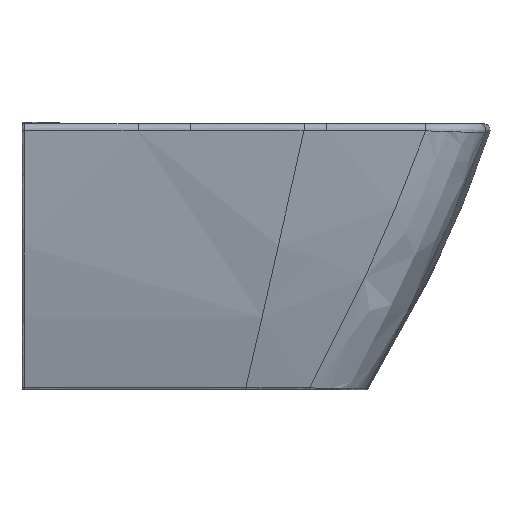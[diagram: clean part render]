
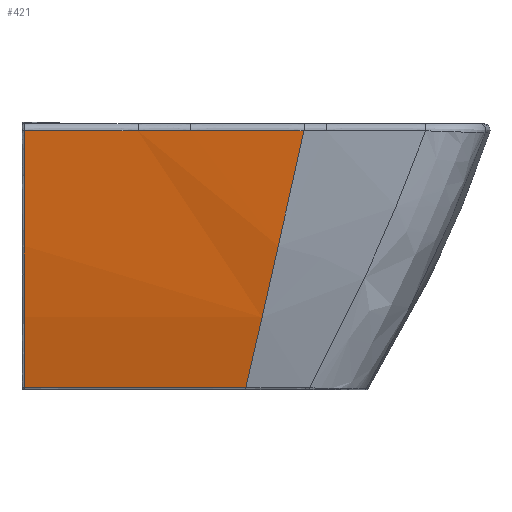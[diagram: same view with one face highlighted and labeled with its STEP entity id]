
A CAD part, left-side view. The second image highlights one B-rep face of the part: STEP entity #421.
In plain terms, the highlighted free-form (B-spline) face has degree [3, 3] with [6, 6] control points.
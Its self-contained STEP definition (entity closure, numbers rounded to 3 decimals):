
#152=B_SPLINE_SURFACE_WITH_KNOTS('',3,3,((#8501,#8502,#8503,#8504,#8505,
#8506),(#8507,#8508,#8509,#8510,#8511,#8512),(#8513,#8514,#8515,#8516,#8517,
#8518),(#8519,#8520,#8521,#8522,#8523,#8524),(#8525,#8526,#8527,#8528,#8529,
#8530),(#8531,#8532,#8533,#8534,#8535,#8536)),.UNSPECIFIED.,.F.,.F.,.F.,
(4,1,1,4),(4,1,1,4),(0.,0.348,0.674,1.),(0.,0.167,
0.833,1.),.UNSPECIFIED.);
#299=B_SPLINE_CURVE_WITH_KNOTS('',3,(#8460,#8461,#8462,#8463,#8464,#8465,
#8466,#8467,#8468,#8469),.UNSPECIFIED.,.F.,.F.,(4,2,2,2,4),(0.,0.5,0.625,
0.75,1.),.UNSPECIFIED.);
#300=B_SPLINE_CURVE_WITH_KNOTS('',3,(#8472,#8473,#8474,#8475),
 .UNSPECIFIED.,.F.,.F.,(4,4),(0.,1.),.UNSPECIFIED.);
#301=B_SPLINE_CURVE_WITH_KNOTS('',3,(#8477,#8478,#8479,#8480),
 .UNSPECIFIED.,.F.,.F.,(4,4),(0.,1.),.UNSPECIFIED.);
#302=B_SPLINE_CURVE_WITH_KNOTS('',3,(#8482,#8483,#8484,#8485,#8486),
 .UNSPECIFIED.,.F.,.F.,(4,1,4),(0.,0.49,1.),.UNSPECIFIED.);
#303=B_SPLINE_CURVE_WITH_KNOTS('',3,(#8488,#8489,#8490,#8491,#8492,#8493),
 .UNSPECIFIED.,.F.,.F.,(4,2,4),(0.,0.5,1.),.UNSPECIFIED.);
#304=B_SPLINE_CURVE_WITH_KNOTS('',3,(#8495,#8496,#8497,#8498,#8499,#8500),
 .UNSPECIFIED.,.F.,.F.,(4,2,4),(0.,0.38,1.),.UNSPECIFIED.);
#421=ADVANCED_FACE('',(#521),#152,.T.);
#521=FACE_OUTER_BOUND('',#630,.T.);
#630=EDGE_LOOP('',(#907,#908,#909,#910,#911,#912));
#907=ORIENTED_EDGE('',*,*,#1431,.T.);
#908=ORIENTED_EDGE('',*,*,#1432,.T.);
#909=ORIENTED_EDGE('',*,*,#1433,.T.);
#910=ORIENTED_EDGE('',*,*,#1434,.F.);
#911=ORIENTED_EDGE('',*,*,#1435,.T.);
#912=ORIENTED_EDGE('',*,*,#1436,.T.);
#1254=VERTEX_POINT('',#8470);
#1255=VERTEX_POINT('',#8471);
#1256=VERTEX_POINT('',#8476);
#1257=VERTEX_POINT('',#8481);
#1258=VERTEX_POINT('',#8487);
#1259=VERTEX_POINT('',#8494);
#1431=EDGE_CURVE('',#1254,#1255,#299,.T.);
#1432=EDGE_CURVE('',#1255,#1256,#300,.T.);
#1433=EDGE_CURVE('',#1256,#1257,#301,.T.);
#1434=EDGE_CURVE('',#1258,#1257,#302,.T.);
#1435=EDGE_CURVE('',#1258,#1259,#303,.T.);
#1436=EDGE_CURVE('',#1259,#1254,#304,.T.);
#8460=CARTESIAN_POINT('',(-187.972,-138.68,-8.428));
#8461=CARTESIAN_POINT('',(-187.9,-117.863,-8.412));
#8462=CARTESIAN_POINT('',(-187.797,-95.316,-8.384));
#8463=CARTESIAN_POINT('',(-187.616,-64.969,-8.336));
#8464=CARTESIAN_POINT('',(-187.579,-59.091,-8.326));
#8465=CARTESIAN_POINT('',(-187.502,-47.418,-8.305));
#8466=CARTESIAN_POINT('',(-187.462,-41.664,-8.295));
#8467=CARTESIAN_POINT('',(-187.338,-24.654,-8.262));
#8468=CARTESIAN_POINT('',(-187.251,-13.647,-8.238));
#8469=CARTESIAN_POINT('',(-187.16,-2.974,-8.214));
#8470=CARTESIAN_POINT('',(-187.972,-138.68,-8.43));
#8471=CARTESIAN_POINT('',(-187.16,-2.974,-8.214));
#8472=CARTESIAN_POINT('',(-187.16,-2.974,-8.214));
#8473=CARTESIAN_POINT('',(-180.544,-2.975,-111.918));
#8474=CARTESIAN_POINT('',(-164.069,-2.975,-214.864));
#8475=CARTESIAN_POINT('',(-137.992,-2.976,-315.454));
#8476=CARTESIAN_POINT('',(-137.992,-2.976,-315.454));
#8477=CARTESIAN_POINT('',(-137.992,-2.976,-315.454));
#8478=CARTESIAN_POINT('',(-138.721,-91.109,-315.454));
#8479=CARTESIAN_POINT('',(-139.046,-179.246,-315.454));
#8480=CARTESIAN_POINT('',(-138.964,-267.382,-315.454));
#8481=CARTESIAN_POINT('',(-138.964,-267.382,-315.454));
#8482=CARTESIAN_POINT('',(-187.953,-336.933,-8.396));
#8483=CARTESIAN_POINT('',(-184.754,-325.524,-59.172));
#8484=CARTESIAN_POINT('',(-173.382,-302.412,-162.482));
#8485=CARTESIAN_POINT('',(-152.23,-279.277,-264.244));
#8486=CARTESIAN_POINT('',(-138.964,-267.382,-315.454));
#8487=CARTESIAN_POINT('',(-187.953,-336.933,-8.396));
#8488=CARTESIAN_POINT('',(-187.953,-336.933,-8.396));
#8489=CARTESIAN_POINT('',(-188.038,-314.289,-8.396));
#8490=CARTESIAN_POINT('',(-188.094,-291.645,-8.396));
#8491=CARTESIAN_POINT('',(-188.151,-246.356,-8.397));
#8492=CARTESIAN_POINT('',(-188.151,-223.712,-8.397));
#8493=CARTESIAN_POINT('',(-188.123,-201.067,-8.397));
#8494=CARTESIAN_POINT('',(-188.123,-201.067,-8.397));
#8495=CARTESIAN_POINT('',(-188.123,-201.067,-8.397));
#8496=CARTESIAN_POINT('',(-188.114,-193.175,-8.397));
#8497=CARTESIAN_POINT('',(-188.1,-185.282,-8.41));
#8498=CARTESIAN_POINT('',(-188.054,-164.486,-8.434));
#8499=CARTESIAN_POINT('',(-188.017,-151.583,-8.44));
#8500=CARTESIAN_POINT('',(-187.972,-138.68,-8.43));
#8501=CARTESIAN_POINT('',(-190.833,84.7,171.866));
#8502=CARTESIAN_POINT('',(-191.169,56.467,171.866));
#8503=CARTESIAN_POINT('',(-192.673,-84.7,171.865));
#8504=CARTESIAN_POINT('',(-193.051,-254.113,171.864));
#8505=CARTESIAN_POINT('',(-192.265,-395.285,171.863));
#8506=CARTESIAN_POINT('',(-192.075,-423.52,171.863));
#8507=CARTESIAN_POINT('',(-190.477,84.701,114.519));
#8508=CARTESIAN_POINT('',(-190.811,56.467,114.519));
#8509=CARTESIAN_POINT('',(-192.301,-84.7,114.518));
#8510=CARTESIAN_POINT('',(-192.685,-254.114,114.517));
#8511=CARTESIAN_POINT('',(-191.91,-395.287,114.517));
#8512=CARTESIAN_POINT('',(-191.722,-423.521,114.517));
#8513=CARTESIAN_POINT('',(-189.789,84.701,3.404));
#8514=CARTESIAN_POINT('',(-190.116,56.468,3.404));
#8515=CARTESIAN_POINT('',(-191.581,-84.701,3.404));
#8516=CARTESIAN_POINT('',(-191.975,-254.115,3.404));
#8517=CARTESIAN_POINT('',(-191.221,-395.29,3.403));
#8518=CARTESIAN_POINT('',(-191.038,-423.525,3.403));
#8519=CARTESIAN_POINT('',(-172.075,84.703,-160.498));
#8520=CARTESIAN_POINT('',(-172.394,56.469,-160.497));
#8521=CARTESIAN_POINT('',(-173.821,-84.702,-160.497));
#8522=CARTESIAN_POINT('',(-174.23,-254.118,-160.497));
#8523=CARTESIAN_POINT('',(-173.507,-395.294,-160.497));
#8524=CARTESIAN_POINT('',(-173.331,-423.529,-160.497));
#8525=CARTESIAN_POINT('',(-150.099,84.703,-265.744));
#8526=CARTESIAN_POINT('',(-150.412,56.469,-265.744));
#8527=CARTESIAN_POINT('',(-151.815,-84.703,-265.744));
#8528=CARTESIAN_POINT('',(-152.233,-254.12,-265.743));
#8529=CARTESIAN_POINT('',(-151.531,-395.297,-265.743));
#8530=CARTESIAN_POINT('',(-151.359,-423.533,-265.743));
#8531=CARTESIAN_POINT('',(-136.559,84.704,-317.701));
#8532=CARTESIAN_POINT('',(-136.868,56.469,-317.701));
#8533=CARTESIAN_POINT('',(-138.259,-84.703,-317.701));
#8534=CARTESIAN_POINT('',(-138.681,-254.121,-317.701));
#8535=CARTESIAN_POINT('',(-137.99,-395.299,-317.701));
#8536=CARTESIAN_POINT('',(-137.82,-423.534,-317.701));
